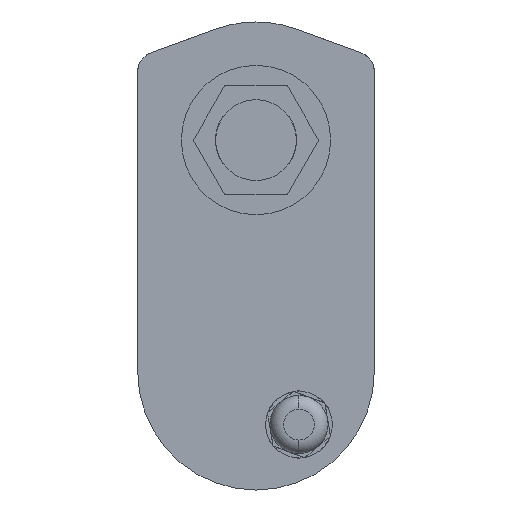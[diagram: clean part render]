
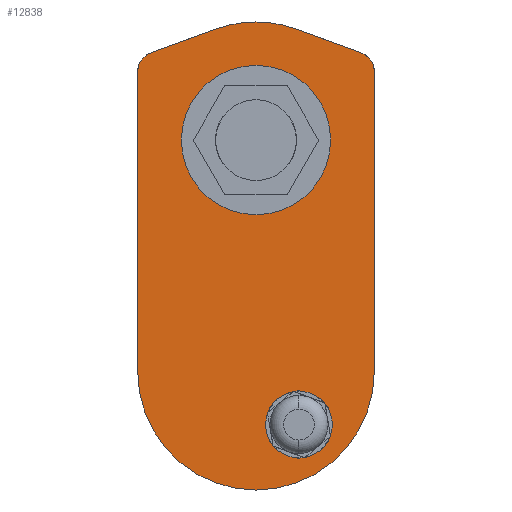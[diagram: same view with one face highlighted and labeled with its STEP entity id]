
A CAD part, front view. The second image highlights one B-rep face of the part: STEP entity #12838.
In plain terms, the highlighted planar face has unit normal (0, -1, 0).
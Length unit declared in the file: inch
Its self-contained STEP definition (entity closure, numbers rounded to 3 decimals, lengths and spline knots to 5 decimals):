
#66 = CARTESIAN_POINT ( 'NONE',  ( 0.17, -4.8965, -3.82399 ) ) ;
#154 = VERTEX_POINT ( 'NONE', #9957 ) ;
#255 = DIRECTION ( 'NONE',  ( 0., 0., -1. ) ) ;
#258 = DIRECTION ( 'NONE',  ( 0., 0., -1. ) ) ;
#280 = DIRECTION ( 'NONE',  ( 0., -1., 0. ) ) ;
#296 = CARTESIAN_POINT ( 'NONE',  ( 1.23965, -4.8965, 0.86535 ) ) ;
#357 = DIRECTION ( 'NONE',  ( 0., -1., 0. ) ) ;
#370 = VERTEX_POINT ( 'NONE', #9818 ) ;
#406 = CARTESIAN_POINT ( 'NONE',  ( -1.5, -4.8965, -2.9375 ) ) ;
#517 = CARTESIAN_POINT ( 'NONE',  ( 0., -4.8965, -2.9375 ) ) ;
#528 = EDGE_CURVE ( 'NONE', #13060, #1306, #5061, .T. ) ;
#606 = DIRECTION ( 'NONE',  ( -0.866, 0., 0.5 ) ) ;
#639 = CARTESIAN_POINT ( 'NONE',  ( 0.92, -4.8965, -3.39098 ) ) ;
#698 = CIRCLE ( 'NONE', #7830, 0.94675 ) ;
#700 = CIRCLE ( 'NONE', #7973, 1.5 ) ;
#876 = EDGE_CURVE ( 'NONE', #7771, #13060, #9069, .T. ) ;
#892 = CARTESIAN_POINT ( 'NONE',  ( 0.51218, -4.8965, 1.40719 ) ) ;
#978 = VECTOR ( 'NONE', #1168, 39.37008 ) ;
#1168 = DIRECTION ( 'NONE',  ( 0., 0., -1. ) ) ;
#1172 = VERTEX_POINT ( 'NONE', #7950 ) ;
#1229 = CARTESIAN_POINT ( 'NONE',  ( -1.5, -4.8965, 0.86535 ) ) ;
#1306 = VERTEX_POINT ( 'NONE', #7733 ) ;
#1475 = ORIENTED_EDGE ( 'NONE', *, *, #15029, .T. ) ;
#1625 = ORIENTED_EDGE ( 'NONE', *, *, #876, .T. ) ;
#1645 = ORIENTED_EDGE ( 'NONE', *, *, #5339, .T. ) ;
#1807 = EDGE_LOOP ( 'NONE', ( #11303, #5445 ) ) ;
#2002 = FACE_BOUND ( 'NONE', #6552, .T. ) ;
#2011 = VERTEX_POINT ( 'NONE', #5035 ) ;
#2012 = EDGE_CURVE ( 'NONE', #9426, #2641, #4322, .T. ) ;
#2157 = LINE ( 'NONE', #4108, #14192 ) ;
#2242 = VERTEX_POINT ( 'NONE', #4519 ) ;
#2260 = EDGE_CURVE ( 'NONE', #12844, #2011, #9788, .T. ) ;
#2268 = DIRECTION ( 'NONE',  ( 0., 0., -1. ) ) ;
#2309 = CARTESIAN_POINT ( 'NONE',  ( 0.17, -4.8965, -3.39098 ) ) ;
#2364 = VECTOR ( 'NONE', #5807, 39.37008 ) ;
#2519 = AXIS2_PLACEMENT_3D ( 'NONE', #4769, #4748, #4715 ) ;
#2641 = VERTEX_POINT ( 'NONE', #11359 ) ;
#2729 = LINE ( 'NONE', #5667, #2364 ) ;
#2758 = ORIENTED_EDGE ( 'NONE', *, *, #9563, .F. ) ;
#2786 = VERTEX_POINT ( 'NONE', #10587 ) ;
#2961 = VECTOR ( 'NONE', #4712, 39.37008 ) ;
#3623 = VECTOR ( 'NONE', #4343, 39.37008 ) ;
#3721 = ORIENTED_EDGE ( 'NONE', *, *, #6467, .T. ) ;
#3834 = DIRECTION ( 'NONE',  ( 0., 0., 1. ) ) ;
#3904 = CARTESIAN_POINT ( 'NONE',  ( 0.92, -4.8965, -3.82399 ) ) ;
#4046 = DIRECTION ( 'NONE',  ( 0., 0., 1. ) ) ;
#4108 = CARTESIAN_POINT ( 'NONE',  ( 1.5, -4.8965, -2.9375 ) ) ;
#4218 = VERTEX_POINT ( 'NONE', #10337 ) ;
#4241 = DIRECTION ( 'NONE',  ( 0., 0., -1. ) ) ;
#4255 = DIRECTION ( 'NONE',  ( 0., -1., 0. ) ) ;
#4258 = CARTESIAN_POINT ( 'NONE',  ( 0., -4.8965, 0. ) ) ;
#4322 = CIRCLE ( 'NONE', #12295, 1.4975 ) ;
#4343 = DIRECTION ( 'NONE',  ( -0.866, 0., -0.5 ) ) ;
#4380 = CARTESIAN_POINT ( 'NONE',  ( 0.545, -4.8965, -3.17447 ) ) ;
#4430 = VERTEX_POINT ( 'NONE', #9900 ) ;
#4519 = CARTESIAN_POINT ( 'NONE',  ( 0., -4.8965, 0.94675 ) ) ;
#4712 = DIRECTION ( 'NONE',  ( -0.94, 0., 0.342 ) ) ;
#4715 = DIRECTION ( 'NONE',  ( 0., 0., -1. ) ) ;
#4731 = CARTESIAN_POINT ( 'NONE',  ( 1.3287, -4.8965, 1.11 ) ) ;
#4748 = DIRECTION ( 'NONE',  ( 0., -1., 0. ) ) ;
#4764 = FACE_OUTER_BOUND ( 'NONE', #13699, .T. ) ;
#4769 = CARTESIAN_POINT ( 'NONE',  ( 0., -4.8965, 0. ) ) ;
#4896 = EDGE_CURVE ( 'NONE', #1172, #2242, #12782, .T. ) ;
#4897 = CARTESIAN_POINT ( 'NONE',  ( 0.17, -4.8965, -3.82399 ) ) ;
#4899 = DIRECTION ( 'NONE',  ( 0., 0., -1. ) ) ;
#4907 = ORIENTED_EDGE ( 'NONE', *, *, #9644, .T. ) ;
#4923 = DIRECTION ( 'NONE',  ( 0., -1., 0. ) ) ;
#4937 = CARTESIAN_POINT ( 'NONE',  ( 0., -4.8965, 0. ) ) ;
#4983 = DIRECTION ( 'NONE',  ( 0.866, 0., -0.5 ) ) ;
#5018 = ORIENTED_EDGE ( 'NONE', *, *, #5661, .F. ) ;
#5033 = VECTOR ( 'NONE', #3834, 39.37008 ) ;
#5035 = CARTESIAN_POINT ( 'NONE',  ( 0.17, -4.8965, -3.39098 ) ) ;
#5061 = CIRCLE ( 'NONE', #9226, 0.26035 ) ;
#5339 = EDGE_CURVE ( 'NONE', #9691, #13012, #700, .T. ) ;
#5445 = ORIENTED_EDGE ( 'NONE', *, *, #4896, .F. ) ;
#5454 = AXIS2_PLACEMENT_3D ( 'NONE', #7474, #7597, #7396 ) ;
#5661 = EDGE_CURVE ( 'NONE', #2786, #370, #2729, .T. ) ;
#5667 = CARTESIAN_POINT ( 'NONE',  ( 0.545, -4.8965, -4.0405 ) ) ;
#5807 = DIRECTION ( 'NONE',  ( 0.866, 0., 0.5 ) ) ;
#6151 = CARTESIAN_POINT ( 'NONE',  ( 1.5, -4.8965, -2.9375 ) ) ;
#6352 = EDGE_CURVE ( 'NONE', #2641, #7771, #12227, .T. ) ;
#6467 = EDGE_CURVE ( 'NONE', #13012, #154, #2157, .T. ) ;
#6552 = EDGE_LOOP ( 'NONE', ( #2758, #9863, #5018, #12657, #14189, #8534 ) ) ;
#7157 = EDGE_CURVE ( 'NONE', #2011, #11516, #9651, .T. ) ;
#7173 = ORIENTED_EDGE ( 'NONE', *, *, #528, .T. ) ;
#7396 = DIRECTION ( 'NONE',  ( 0., 0., -1. ) ) ;
#7421 = PLANE ( 'NONE',  #5454 ) ;
#7448 = CARTESIAN_POINT ( 'NONE',  ( 0.545, -4.8965, -3.17447 ) ) ;
#7474 = CARTESIAN_POINT ( 'NONE',  ( -1.23965, -4.8965, 0.86535 ) ) ;
#7579 = LINE ( 'NONE', #1229, #978 ) ;
#7597 = DIRECTION ( 'NONE',  ( 0., -1., 0. ) ) ;
#7733 = CARTESIAN_POINT ( 'NONE',  ( -1.5, -4.8965, 0.86535 ) ) ;
#7771 = VERTEX_POINT ( 'NONE', #12449 ) ;
#7830 = AXIS2_PLACEMENT_3D ( 'NONE', #10239, #10220, #10217 ) ;
#7950 = CARTESIAN_POINT ( 'NONE',  ( 0., -4.8965, -0.94675 ) ) ;
#7973 = AXIS2_PLACEMENT_3D ( 'NONE', #517, #357, #258 ) ;
#7996 = VECTOR ( 'NONE', #606, 39.37008 ) ;
#8186 = EDGE_CURVE ( 'NONE', #2242, #1172, #698, .T. ) ;
#8358 = CARTESIAN_POINT ( 'NONE',  ( -0.51218, -4.8965, 1.40719 ) ) ;
#8405 = DIRECTION ( 'NONE',  ( -0.94, 0., -0.342 ) ) ;
#8534 = ORIENTED_EDGE ( 'NONE', *, *, #2260, .F. ) ;
#8896 = VECTOR ( 'NONE', #2268, 39.37008 ) ;
#9069 = LINE ( 'NONE', #8358, #11816 ) ;
#9174 = ORIENTED_EDGE ( 'NONE', *, *, #6352, .T. ) ;
#9178 = DIRECTION ( 'NONE',  ( 0., 0., -1. ) ) ;
#9179 = DIRECTION ( 'NONE',  ( 0., -1., 0. ) ) ;
#9194 = CARTESIAN_POINT ( 'NONE',  ( -1.23965, -4.8965, 0.86535 ) ) ;
#9226 = AXIS2_PLACEMENT_3D ( 'NONE', #9194, #9179, #9178 ) ;
#9423 = ORIENTED_EDGE ( 'NONE', *, *, #2012, .T. ) ;
#9426 = VERTEX_POINT ( 'NONE', #892 ) ;
#9563 = EDGE_CURVE ( 'NONE', #4430, #12844, #14191, .T. ) ;
#9644 = EDGE_CURVE ( 'NONE', #154, #4218, #10349, .T. ) ;
#9651 = LINE ( 'NONE', #2309, #8896 ) ;
#9691 = VERTEX_POINT ( 'NONE', #406 ) ;
#9788 = LINE ( 'NONE', #4380, #3623 ) ;
#9818 = CARTESIAN_POINT ( 'NONE',  ( 0.92, -4.8965, -3.82399 ) ) ;
#9863 = ORIENTED_EDGE ( 'NONE', *, *, #13355, .F. ) ;
#9880 = AXIS2_PLACEMENT_3D ( 'NONE', #296, #280, #255 ) ;
#9900 = CARTESIAN_POINT ( 'NONE',  ( 0.92, -4.8965, -3.39098 ) ) ;
#9957 = CARTESIAN_POINT ( 'NONE',  ( 1.5, -4.8965, 0.86535 ) ) ;
#10217 = DIRECTION ( 'NONE',  ( 0., 0., -1. ) ) ;
#10220 = DIRECTION ( 'NONE',  ( 0., -1., 0. ) ) ;
#10239 = CARTESIAN_POINT ( 'NONE',  ( 0., -4.8965, 0. ) ) ;
#10337 = CARTESIAN_POINT ( 'NONE',  ( 1.3287, -4.8965, 1.11 ) ) ;
#10349 = CIRCLE ( 'NONE', #9880, 0.26035 ) ;
#10587 = CARTESIAN_POINT ( 'NONE',  ( 0.545, -4.8965, -4.0405 ) ) ;
#11209 = LINE ( 'NONE', #3904, #5033 ) ;
#11303 = ORIENTED_EDGE ( 'NONE', *, *, #8186, .F. ) ;
#11359 = CARTESIAN_POINT ( 'NONE',  ( 0., -4.8965, 1.4975 ) ) ;
#11516 = VERTEX_POINT ( 'NONE', #66 ) ;
#11538 = AXIS2_PLACEMENT_3D ( 'NONE', #4258, #4255, #4241 ) ;
#11816 = VECTOR ( 'NONE', #8405, 39.37008 ) ;
#11933 = EDGE_CURVE ( 'NONE', #4218, #9426, #14930, .T. ) ;
#12227 = CIRCLE ( 'NONE', #11538, 1.4975 ) ;
#12295 = AXIS2_PLACEMENT_3D ( 'NONE', #4937, #4923, #4899 ) ;
#12449 = CARTESIAN_POINT ( 'NONE',  ( -0.51218, -4.8965, 1.40719 ) ) ;
#12657 = ORIENTED_EDGE ( 'NONE', *, *, #13968, .F. ) ;
#12719 = ORIENTED_EDGE ( 'NONE', *, *, #11933, .T. ) ;
#12782 = CIRCLE ( 'NONE', #2519, 0.94675 ) ;
#12838 = ADVANCED_FACE ( 'NONE', ( #14049, #4764, #2002 ), #7421, .T. ) ;
#12844 = VERTEX_POINT ( 'NONE', #7448 ) ;
#13012 = VERTEX_POINT ( 'NONE', #6151 ) ;
#13060 = VERTEX_POINT ( 'NONE', #14100 ) ;
#13355 = EDGE_CURVE ( 'NONE', #370, #4430, #11209, .T. ) ;
#13699 = EDGE_LOOP ( 'NONE', ( #7173, #1475, #1645, #3721, #4907, #12719, #9423, #9174, #1625 ) ) ;
#13968 = EDGE_CURVE ( 'NONE', #11516, #2786, #14986, .T. ) ;
#14049 = FACE_BOUND ( 'NONE', #1807, .T. ) ;
#14100 = CARTESIAN_POINT ( 'NONE',  ( -1.3287, -4.8965, 1.11 ) ) ;
#14189 = ORIENTED_EDGE ( 'NONE', *, *, #7157, .F. ) ;
#14191 = LINE ( 'NONE', #639, #7996 ) ;
#14192 = VECTOR ( 'NONE', #4046, 39.37008 ) ;
#14629 = VECTOR ( 'NONE', #4983, 39.37008 ) ;
#14930 = LINE ( 'NONE', #4731, #2961 ) ;
#14986 = LINE ( 'NONE', #4897, #14629 ) ;
#15029 = EDGE_CURVE ( 'NONE', #1306, #9691, #7579, .T. ) ;
